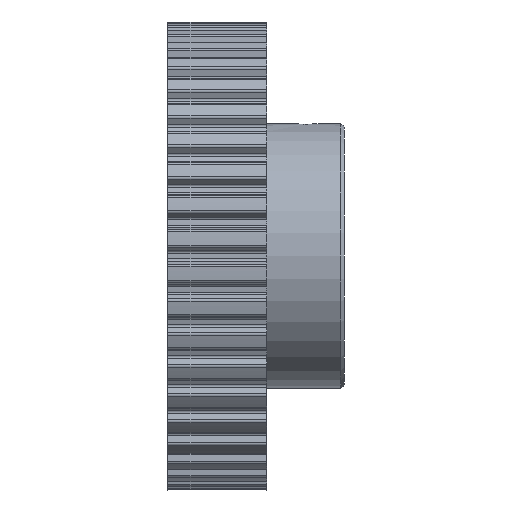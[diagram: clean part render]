
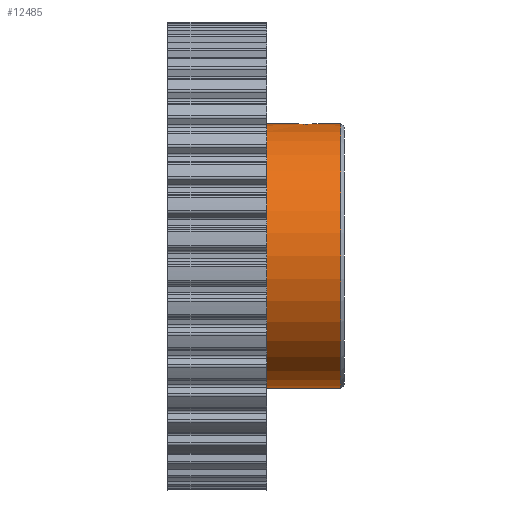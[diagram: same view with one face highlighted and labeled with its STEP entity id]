
A CAD part, front view. The second image highlights one B-rep face of the part: STEP entity #12485.
In plain terms, the highlighted cylindrical face has radius 19.05 mm (diameter 38.1 mm), a partial arc.
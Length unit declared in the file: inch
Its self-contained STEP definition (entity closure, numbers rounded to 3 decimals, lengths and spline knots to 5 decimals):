
#156 = CARTESIAN_POINT ( 'NONE',  ( 0.83986, 0., 0.75 ) ) ;
#219 = CARTESIAN_POINT ( 'NONE',  ( 0.81679, -0.04901, 0.74842 ) ) ;
#238 = CIRCLE ( 'NONE', #4379, 0.75 ) ;
#389 = EDGE_LOOP ( 'NONE', ( #12624, #2957, #10910, #3176, #12825, #7840 ) ) ;
#483 = CARTESIAN_POINT ( 'NONE',  ( 0.72624, -0.02724, 0.74951 ) ) ;
#627 = LINE ( 'NONE', #8978, #6504 ) ;
#944 = CIRCLE ( 'NONE', #8633, 0.75 ) ;
#1359 = CARTESIAN_POINT ( 'NONE',  ( 0.83986, -0.00802, 0.75 ) ) ;
#1430 = CARTESIAN_POINT ( 'NONE',  ( 0.72014, 0., 0.75 ) ) ;
#1613 = CARTESIAN_POINT ( 'NONE',  ( 0.79563, -0.0597, 0.74763 ) ) ;
#1654 = CARTESIAN_POINT ( 'NONE',  ( 0.72014, -0.00796, 0.75 ) ) ;
#1691 = VERTEX_POINT ( 'NONE', #3400 ) ;
#1913 = CARTESIAN_POINT ( 'NONE',  ( 0.98145, 0., -0.75 ) ) ;
#2775 = CARTESIAN_POINT ( 'NONE',  ( 0.77607, -0.06128, 0.74749 ) ) ;
#2957 = ORIENTED_EDGE ( 'NONE', *, *, #8001, .T. ) ;
#3176 = ORIENTED_EDGE ( 'NONE', *, *, #9480, .T. ) ;
#3400 = CARTESIAN_POINT ( 'NONE',  ( 0.56, 0., 0.75 ) ) ;
#3570 = LINE ( 'NONE', #5245, #9828 ) ;
#3679 = B_SPLINE_CURVE_WITH_KNOTS ( 'NONE', 3,
 ( #156, #1359, #6067, #14402, #7276, #219, #8448, #1613, #9836, #2775, #11015, #3964, #12246, #5144, #13444, #6342, #14666, #7524, #483, #8725, #1654, #9879 ),
 .UNSPECIFIED., .F., .F.,
 ( 4, 2, 2, 2, 2, 2, 2, 2, 2, 2, 4 ),
 ( 0., 0.06248, 0.12496, 0.18744, 0.24992, 0.28116, 0.3124, 0.37487, 0.40611, 0.43735, 0.49983 ),
 .UNSPECIFIED. ) ;
#3964 = CARTESIAN_POINT ( 'NONE',  ( 0.76453, -0.05934, 0.74765 ) ) ;
#4033 = DIRECTION ( 'NONE',  ( -1., 0., 0. ) ) ;
#4219 = VERTEX_POINT ( 'NONE', #10592 ) ;
#4364 = CARTESIAN_POINT ( 'NONE',  ( 0.56, 0., -0.75 ) ) ;
#4379 = AXIS2_PLACEMENT_3D ( 'NONE', #11954, #4890, #13173 ) ;
#4890 = DIRECTION ( 'NONE',  ( -1., 0., 0. ) ) ;
#5144 = CARTESIAN_POINT ( 'NONE',  ( 0.7499, -0.05357, 0.74809 ) ) ;
#5245 = CARTESIAN_POINT ( 'NONE',  ( 1., 0., -0.75 ) ) ;
#5532 = EDGE_CURVE ( 'NONE', #1691, #13083, #944, .T. ) ;
#6037 = DIRECTION ( 'NONE',  ( -1., 0., 0. ) ) ;
#6067 = CARTESIAN_POINT ( 'NONE',  ( 0.8383, -0.01603, 0.74987 ) ) ;
#6342 = CARTESIAN_POINT ( 'NONE',  ( 0.73496, -0.04056, 0.74891 ) ) ;
#6504 = VECTOR ( 'NONE', #10173, 39.37008 ) ;
#6878 = CARTESIAN_POINT ( 'NONE',  ( 0.83986, 0., 0.75 ) ) ;
#6912 = CARTESIAN_POINT ( 'NONE',  ( 0.56, 0., 0. ) ) ;
#7116 = EDGE_CURVE ( 'NONE', #10128, #13083, #3570, .T. ) ;
#7206 = AXIS2_PLACEMENT_3D ( 'NONE', #11985, #6037, #8415 ) ;
#7276 = CARTESIAN_POINT ( 'NONE',  ( 0.82789, -0.03763, 0.74908 ) ) ;
#7464 = EDGE_CURVE ( 'NONE', #12723, #1691, #627, .T. ) ;
#7524 = CARTESIAN_POINT ( 'NONE',  ( 0.72807, -0.03075, 0.74938 ) ) ;
#7840 = ORIENTED_EDGE ( 'NONE', *, *, #5532, .T. ) ;
#7934 = LINE ( 'NONE', #13970, #13898 ) ;
#8001 = EDGE_CURVE ( 'NONE', #10128, #4219, #238, .T. ) ;
#8076 = DIRECTION ( 'NONE',  ( 0., 0., -1. ) ) ;
#8415 = DIRECTION ( 'NONE',  ( 0., 0., 1. ) ) ;
#8448 = CARTESIAN_POINT ( 'NONE',  ( 0.81021, -0.05352, 0.74809 ) ) ;
#8633 = AXIS2_PLACEMENT_3D ( 'NONE', #6912, #15237, #8076 ) ;
#8668 = VERTEX_POINT ( 'NONE', #6878 ) ;
#8725 = CARTESIAN_POINT ( 'NONE',  ( 0.72172, -0.01614, 0.74986 ) ) ;
#8978 = CARTESIAN_POINT ( 'NONE',  ( 1., 0., 0.75 ) ) ;
#9480 = EDGE_CURVE ( 'NONE', #8668, #12723, #3679, .T. ) ;
#9516 = CYLINDRICAL_SURFACE ( 'NONE', #7206, 0.75 ) ;
#9828 = VECTOR ( 'NONE', #4033, 39.37008 ) ;
#9836 = CARTESIAN_POINT ( 'NONE',  ( 0.78792, -0.06128, 0.74749 ) ) ;
#9879 = CARTESIAN_POINT ( 'NONE',  ( 0.72014, 0., 0.75 ) ) ;
#10128 = VERTEX_POINT ( 'NONE', #1913 ) ;
#10173 = DIRECTION ( 'NONE',  ( -1., 0., 0. ) ) ;
#10233 = EDGE_CURVE ( 'NONE', #4219, #8668, #7934, .T. ) ;
#10592 = CARTESIAN_POINT ( 'NONE',  ( 0.98145, 0., 0.75 ) ) ;
#10910 = ORIENTED_EDGE ( 'NONE', *, *, #10233, .T. ) ;
#11015 = CARTESIAN_POINT ( 'NONE',  ( 0.77222, -0.06089, 0.74752 ) ) ;
#11954 = CARTESIAN_POINT ( 'NONE',  ( 0.98145, 0., 0. ) ) ;
#11985 = CARTESIAN_POINT ( 'NONE',  ( 1., 0., 0. ) ) ;
#12246 = CARTESIAN_POINT ( 'NONE',  ( 0.76074, -0.05816, 0.74774 ) ) ;
#12485 = ADVANCED_FACE ( 'NONE', ( #13831 ), #9516, .T. ) ;
#12624 = ORIENTED_EDGE ( 'NONE', *, *, #7116, .F. ) ;
#12723 = VERTEX_POINT ( 'NONE', #1430 ) ;
#12809 = DIRECTION ( 'NONE',  ( -1., 0., 0. ) ) ;
#12825 = ORIENTED_EDGE ( 'NONE', *, *, #7464, .T. ) ;
#13083 = VERTEX_POINT ( 'NONE', #4364 ) ;
#13173 = DIRECTION ( 'NONE',  ( 0., 0., -1. ) ) ;
#13444 = CARTESIAN_POINT ( 'NONE',  ( 0.74325, -0.04903, 0.74842 ) ) ;
#13831 = FACE_OUTER_BOUND ( 'NONE', #389, .T. ) ;
#13898 = VECTOR ( 'NONE', #12809, 39.37008 ) ;
#13970 = CARTESIAN_POINT ( 'NONE',  ( 1., 0., 0.75 ) ) ;
#14402 = CARTESIAN_POINT ( 'NONE',  ( 0.83231, -0.03085, 0.7494 ) ) ;
#14666 = CARTESIAN_POINT ( 'NONE',  ( 0.73244, -0.03744, 0.74907 ) ) ;
#15237 = DIRECTION ( 'NONE',  ( 1., 0., 0. ) ) ;
